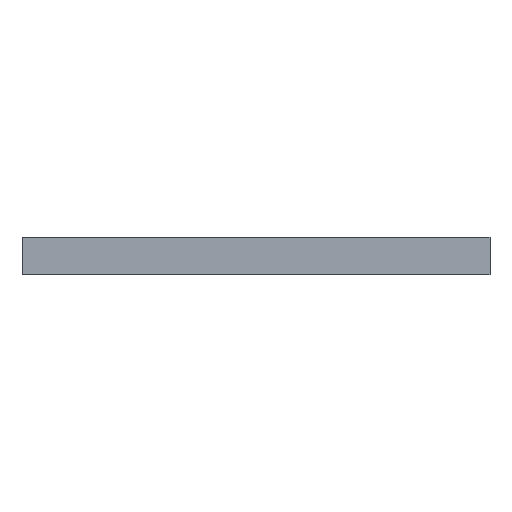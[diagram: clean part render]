
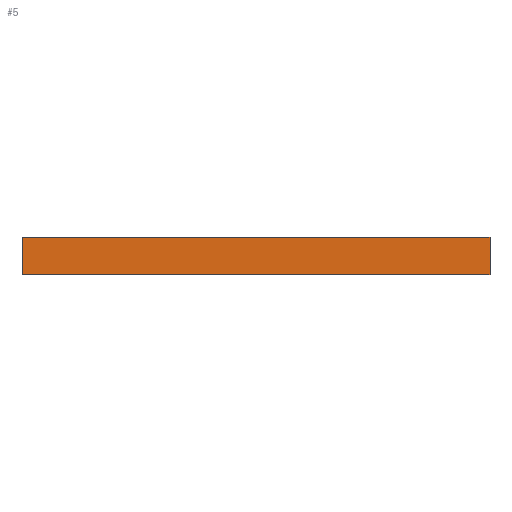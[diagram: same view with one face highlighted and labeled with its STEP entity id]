
A CAD part, left-side view. The second image highlights one B-rep face of the part: STEP entity #5.
In plain terms, the highlighted planar face has unit normal (-1, 0, 0).
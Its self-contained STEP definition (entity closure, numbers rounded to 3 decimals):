
#5 = ADVANCED_FACE ( 'NONE', ( #1364 ), #474, .F. ) ;
#11 = DIRECTION ( 'NONE',  ( 0., 0., -1. ) ) ;
#12 = DIRECTION ( 'NONE',  ( 0., 0., -1. ) ) ;
#34 = VECTOR ( 'NONE', #624, 1000. ) ;
#66 = EDGE_CURVE ( 'NONE', #1067, #915, #707, .T. ) ;
#138 = ORIENTED_EDGE ( 'NONE', *, *, #1174, .T. ) ;
#176 = EDGE_CURVE ( 'NONE', #1462, #1067, #1278, .T. ) ;
#228 = CARTESIAN_POINT ( 'NONE',  ( -70., -25., 4. ) ) ;
#234 = CARTESIAN_POINT ( 'NONE',  ( -70., -25., 0. ) ) ;
#439 = VERTEX_POINT ( 'NONE', #1370 ) ;
#474 = PLANE ( 'NONE',  #1000 ) ;
#498 = VECTOR ( 'NONE', #12, 1000. ) ;
#589 = LINE ( 'NONE', #1043, #1020 ) ;
#624 = DIRECTION ( 'NONE',  ( 0., -1., 0. ) ) ;
#707 = LINE ( 'NONE', #940, #498 ) ;
#721 = CARTESIAN_POINT ( 'NONE',  ( -70., 25., 4. ) ) ;
#779 = CARTESIAN_POINT ( 'NONE',  ( -70., -25., 0. ) ) ;
#812 = DIRECTION ( 'NONE',  ( 1., 0., 0. ) ) ;
#826 = CARTESIAN_POINT ( 'NONE',  ( -70., -25., 4. ) ) ;
#891 = ORIENTED_EDGE ( 'NONE', *, *, #1181, .T. ) ;
#915 = VERTEX_POINT ( 'NONE', #779 ) ;
#940 = CARTESIAN_POINT ( 'NONE',  ( -70., -25., 4. ) ) ;
#1000 = AXIS2_PLACEMENT_3D ( 'NONE', #228, #812, #1380 ) ;
#1020 = VECTOR ( 'NONE', #11, 1000. ) ;
#1043 = CARTESIAN_POINT ( 'NONE',  ( -70., 25., 4. ) ) ;
#1067 = VERTEX_POINT ( 'NONE', #826 ) ;
#1074 = ORIENTED_EDGE ( 'NONE', *, *, #66, .F. ) ;
#1151 = DIRECTION ( 'NONE',  ( 0., -1., 0. ) ) ;
#1174 = EDGE_CURVE ( 'NONE', #439, #915, #1264, .T. ) ;
#1181 = EDGE_CURVE ( 'NONE', #1462, #439, #589, .T. ) ;
#1247 = ORIENTED_EDGE ( 'NONE', *, *, #176, .F. ) ;
#1264 = LINE ( 'NONE', #234, #1296 ) ;
#1278 = LINE ( 'NONE', #1410, #34 ) ;
#1296 = VECTOR ( 'NONE', #1151, 1000. ) ;
#1364 = FACE_OUTER_BOUND ( 'NONE', #1436, .T. ) ;
#1370 = CARTESIAN_POINT ( 'NONE',  ( -70., 25., 0. ) ) ;
#1380 = DIRECTION ( 'NONE',  ( 0., 0., -1. ) ) ;
#1410 = CARTESIAN_POINT ( 'NONE',  ( -70., -25., 4. ) ) ;
#1436 = EDGE_LOOP ( 'NONE', ( #138, #1074, #1247, #891 ) ) ;
#1462 = VERTEX_POINT ( 'NONE', #721 ) ;
